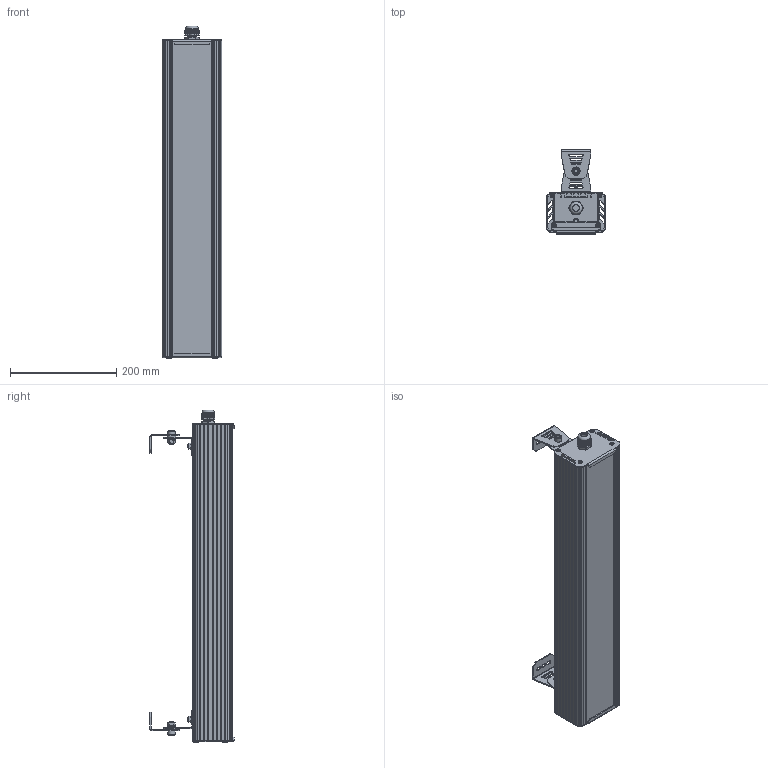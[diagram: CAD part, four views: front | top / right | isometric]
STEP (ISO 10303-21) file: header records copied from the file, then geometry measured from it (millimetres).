
FILE_DESCRIPTION(('STEP AP214'), '1');
FILE_NAME('001.0070.46.000 - ÃÑÏ-Ïðèìà-Îïòèê-80', '2023-09-24T13:47:22', (''), (''), 'C3D Converter', 'C3D Toolkit', '');
FILE_SCHEMA(('AUTOMOTIVE_DESIGN { 1 0 10303 214 3 1 1}'));
Length unit declared in the file: millimetre
Products named in the file (31): 001.0070.46.000; 001.0065.01.000
Assembly tree (59 placements, depth 4):
  001.0070.46.000
    (unnamed)
      (unnamed)
      (unnamed)
      (unnamed)  x4
      (unnamed)
      (unnamed)  x4
      (unnamed)
      (unnamed)
      (unnamed)
      (unnamed)  x8
        (unnamed)
        (unnamed)
        (unnamed)
        (unnamed)
        (unnamed)
        (unnamed)
        (unnamed)
        (unnamed)
        (unnamed)
        (unnamed)
    001.0065.01.000  x2
      (unnamed)
      (unnamed)
      (unnamed)
      (unnamed)
      (unnamed)
      (unnamed)
      (unnamed)
      (unnamed)
      (unnamed)
Bounding box: 112.19 x 158.42 x 626 mm (x, y, z)
Volume: 1284937 mm3; surface area: 1048790.3 mm2
Topology: 314 solids, 314 shells, 4983 faces, 11955 edges, 8018 vertices
Faces by surface type: plane 3291, cylinder 1352, cone 166, bspline 140, sphere 24, torus 10
Full cylindrical faces by diameter (mm): 1 x24, 2 x16, 2.5 x32, 2.8 x200, 3.2 x24, 3.5 x48, 4 x8, 6 x4, 6.375 x2, 8 x12, 8.5 x8, 9 x104, 12 x3, 12.5 x1, 13.333 x2, 16 x4, 18.5 x3, 20 x1, 23.5 x1
Entity records: 114795 total; most frequent: CARTESIAN_POINT 40337, DIRECTION 9956, ORIENTED_EDGE 9670, EDGE_CURVE 4835, COLOUR_RGB 4329, PRESENTATION_STYLE_ASSIGNMENT 4329, AXIS2_PLACEMENT_3D 3555, CURVE_STYLE 3450
